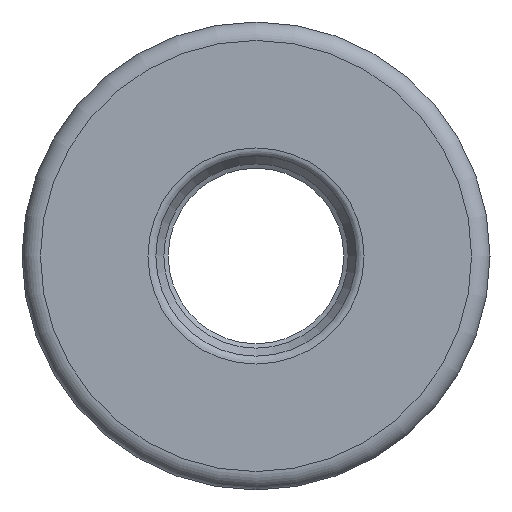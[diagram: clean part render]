
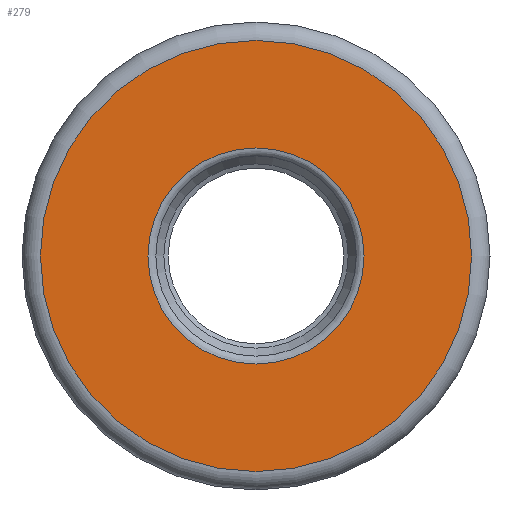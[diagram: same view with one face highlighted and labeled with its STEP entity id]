
A CAD part, left-side view. The second image highlights one B-rep face of the part: STEP entity #279.
In plain terms, the highlighted planar face has unit normal (-1, 0, 0).
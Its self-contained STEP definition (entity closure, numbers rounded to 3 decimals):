
#18=FACE_BOUND('',#43,.T.);
#20=PLANE('',#321);
#28=FACE_OUTER_BOUND('',#42,.T.);
#42=EDGE_LOOP('',(#198,#199));
#43=EDGE_LOOP('',(#200,#201));
#77=CIRCLE('',#318,5.866);
#78=CIRCLE('',#319,5.866);
#80=CIRCLE('',#322,11.7);
#81=CIRCLE('',#323,11.7);
#113=VERTEX_POINT('',#485);
#114=VERTEX_POINT('',#486);
#115=VERTEX_POINT('',#491);
#116=VERTEX_POINT('',#492);
#146=EDGE_CURVE('',#113,#114,#77,.T.);
#147=EDGE_CURVE('',#114,#113,#78,.T.);
#149=EDGE_CURVE('',#115,#116,#80,.T.);
#150=EDGE_CURVE('',#116,#115,#81,.T.);
#198=ORIENTED_EDGE('',*,*,#149,.F.);
#199=ORIENTED_EDGE('',*,*,#150,.F.);
#200=ORIENTED_EDGE('',*,*,#146,.T.);
#201=ORIENTED_EDGE('',*,*,#147,.T.);
#279=ADVANCED_FACE('',(#28,#18),#20,.T.);
#318=AXIS2_PLACEMENT_3D('',#487,#378,#379);
#319=AXIS2_PLACEMENT_3D('',#488,#380,#381);
#321=AXIS2_PLACEMENT_3D('',#490,#384,#385);
#322=AXIS2_PLACEMENT_3D('',#493,#386,#387);
#323=AXIS2_PLACEMENT_3D('',#494,#388,#389);
#378=DIRECTION('center_axis',(1.,0.,0.));
#379=DIRECTION('ref_axis',(0.,0.,-1.));
#380=DIRECTION('center_axis',(1.,0.,0.));
#381=DIRECTION('ref_axis',(0.,0.,-1.));
#384=DIRECTION('center_axis',(-1.,0.,0.));
#385=DIRECTION('ref_axis',(0.,0.,1.));
#386=DIRECTION('center_axis',(1.,0.,0.));
#387=DIRECTION('ref_axis',(0.,0.,-1.));
#388=DIRECTION('center_axis',(1.,0.,0.));
#389=DIRECTION('ref_axis',(0.,0.,-1.));
#485=CARTESIAN_POINT('',(0.,5.866,0.));
#486=CARTESIAN_POINT('',(0.,0.,5.866));
#487=CARTESIAN_POINT('Origin',(0.,0.,0.));
#488=CARTESIAN_POINT('Origin',(0.,0.,0.));
#490=CARTESIAN_POINT('Origin',(0.,11.7,0.));
#491=CARTESIAN_POINT('',(0.,11.7,0.));
#492=CARTESIAN_POINT('',(0.,0.,11.7));
#493=CARTESIAN_POINT('Origin',(0.,0.,0.));
#494=CARTESIAN_POINT('Origin',(0.,0.,0.));
